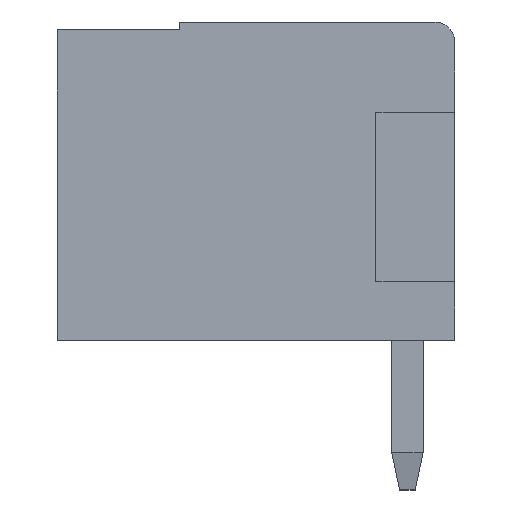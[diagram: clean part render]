
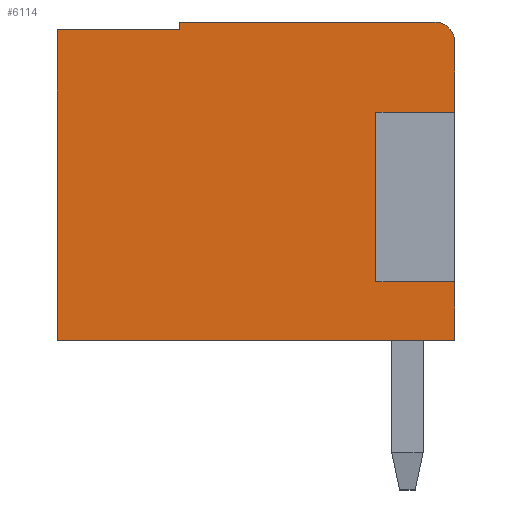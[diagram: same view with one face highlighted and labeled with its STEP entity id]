
A CAD part, left-side view. The second image highlights one B-rep face of the part: STEP entity #6114.
In plain terms, the highlighted planar face has unit normal (-1, 0, 0).
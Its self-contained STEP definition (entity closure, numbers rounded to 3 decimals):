
#60 = DIRECTION ( 'NONE',  ( 0., 0., -1. ) ) ;
#1090 = VECTOR ( 'NONE', #25752, 1000. ) ;
#1125 = CARTESIAN_POINT ( 'NONE',  ( 0., 2., 5.8 ) ) ;
#1350 = LINE ( 'NONE', #14964, #11595 ) ;
#1455 = EDGE_CURVE ( 'NONE', #18014, #9765, #24280, .T. ) ;
#1604 = ORIENTED_EDGE ( 'NONE', *, *, #7451, .T. ) ;
#2149 = LINE ( 'NONE', #19232, #4779 ) ;
#3535 = DIRECTION ( 'NONE',  ( 0., -1., 0. ) ) ;
#4101 = EDGE_CURVE ( 'NONE', #9765, #34241, #14545, .T. ) ;
#4779 = VECTOR ( 'NONE', #30454, 1000. ) ;
#5156 = EDGE_CURVE ( 'NONE', #25527, #17631, #12083, .T. ) ;
#5717 = AXIS2_PLACEMENT_3D ( 'NONE', #11831, #28223, #60 ) ;
#5842 = VECTOR ( 'NONE', #32251, 1000. ) ;
#5924 = VECTOR ( 'NONE', #3535, 1000. ) ;
#6114 = ADVANCED_FACE ( 'NONE', ( #25073 ), #33747, .F. ) ;
#6292 = EDGE_CURVE ( 'NONE', #20850, #28704, #1350, .T. ) ;
#6329 = EDGE_CURVE ( 'NONE', #26495, #34241, #7405, .T. ) ;
#6341 = CARTESIAN_POINT ( 'NONE',  ( 0., 7., 8.1 ) ) ;
#7383 = ORIENTED_EDGE ( 'NONE', *, *, #27996, .F. ) ;
#7405 = LINE ( 'NONE', #13114, #32197 ) ;
#7451 = EDGE_CURVE ( 'NONE', #17631, #28704, #18778, .T. ) ;
#7507 = EDGE_CURVE ( 'NONE', #14158, #26232, #26734, .T. ) ;
#7513 = ORIENTED_EDGE ( 'NONE', *, *, #6292, .F. ) ;
#8671 = CARTESIAN_POINT ( 'NONE',  ( 0., 0., 1.5 ) ) ;
#8894 = CARTESIAN_POINT ( 'NONE',  ( 0., 0.5, 7.6 ) ) ;
#9189 = ORIENTED_EDGE ( 'NONE', *, *, #7507, .F. ) ;
#9765 = VERTEX_POINT ( 'NONE', #17028 ) ;
#10251 = ORIENTED_EDGE ( 'NONE', *, *, #6329, .T. ) ;
#11595 = VECTOR ( 'NONE', #26184, 1000. ) ;
#11831 = CARTESIAN_POINT ( 'NONE',  ( 0., 10.1, 8.1 ) ) ;
#12083 = LINE ( 'NONE', #23298, #33148 ) ;
#12596 = LINE ( 'NONE', #15337, #27073 ) ;
#12965 = CARTESIAN_POINT ( 'NONE',  ( 0., 0., 0. ) ) ;
#13114 = CARTESIAN_POINT ( 'NONE',  ( 0., 0., 8.1 ) ) ;
#14158 = VERTEX_POINT ( 'NONE', #14294 ) ;
#14294 = CARTESIAN_POINT ( 'NONE',  ( 0., 10.1, 7.9 ) ) ;
#14545 = LINE ( 'NONE', #8671, #1090 ) ;
#14752 = CARTESIAN_POINT ( 'NONE',  ( 0., 10.1, 0. ) ) ;
#14764 = ORIENTED_EDGE ( 'NONE', *, *, #32025, .F. ) ;
#14964 = CARTESIAN_POINT ( 'NONE',  ( 0., 10.1, 8.1 ) ) ;
#15038 = ORIENTED_EDGE ( 'NONE', *, *, #1455, .F. ) ;
#15323 = ORIENTED_EDGE ( 'NONE', *, *, #28305, .T. ) ;
#15337 = CARTESIAN_POINT ( 'NONE',  ( 0., 7., 7.9 ) ) ;
#16050 = DIRECTION ( 'NONE',  ( 0., 0., 1. ) ) ;
#17028 = CARTESIAN_POINT ( 'NONE',  ( 0., 2., 1.5 ) ) ;
#17631 = VERTEX_POINT ( 'NONE', #31708 ) ;
#17665 = CARTESIAN_POINT ( 'NONE',  ( 0., 2., 5.8 ) ) ;
#18014 = VERTEX_POINT ( 'NONE', #17665 ) ;
#18778 = CIRCLE ( 'NONE', #25793, 0.5 ) ;
#19062 = CARTESIAN_POINT ( 'NONE',  ( 0., 0.5, 8.1 ) ) ;
#19232 = CARTESIAN_POINT ( 'NONE',  ( 0., 0., 5.8 ) ) ;
#20850 = VERTEX_POINT ( 'NONE', #6341 ) ;
#20877 = DIRECTION ( 'NONE',  ( 0., 0., 1. ) ) ;
#21511 = DIRECTION ( 'NONE',  ( 0., 0., -1. ) ) ;
#21883 = VECTOR ( 'NONE', #33324, 1000. ) ;
#22469 = ORIENTED_EDGE ( 'NONE', *, *, #5156, .T. ) ;
#23198 = CARTESIAN_POINT ( 'NONE',  ( 0., 10.1, 0. ) ) ;
#23298 = CARTESIAN_POINT ( 'NONE',  ( 0., 0., 8.1 ) ) ;
#24280 = LINE ( 'NONE', #1125, #24954 ) ;
#24341 = LINE ( 'NONE', #30019, #21883 ) ;
#24954 = VECTOR ( 'NONE', #21511, 1000. ) ;
#25073 = FACE_OUTER_BOUND ( 'NONE', #30835, .T. ) ;
#25527 = VERTEX_POINT ( 'NONE', #34419 ) ;
#25752 = DIRECTION ( 'NONE',  ( 0., -1., 0. ) ) ;
#25793 = AXIS2_PLACEMENT_3D ( 'NONE', #8894, #31344, #27436 ) ;
#26184 = DIRECTION ( 'NONE',  ( 0., -1., 0. ) ) ;
#26232 = VERTEX_POINT ( 'NONE', #31012 ) ;
#26495 = VERTEX_POINT ( 'NONE', #12965 ) ;
#26734 = LINE ( 'NONE', #29471, #5842 ) ;
#27073 = VECTOR ( 'NONE', #20877, 1000. ) ;
#27436 = DIRECTION ( 'NONE',  ( 0., 0., -1. ) ) ;
#27996 = EDGE_CURVE ( 'NONE', #26232, #20850, #12596, .T. ) ;
#28223 = DIRECTION ( 'NONE',  ( 1., 0., 0. ) ) ;
#28305 = EDGE_CURVE ( 'NONE', #31640, #26495, #31882, .T. ) ;
#28704 = VERTEX_POINT ( 'NONE', #19062 ) ;
#28855 = EDGE_CURVE ( 'NONE', #25527, #18014, #2149, .T. ) ;
#29319 = ORIENTED_EDGE ( 'NONE', *, *, #28855, .F. ) ;
#29471 = CARTESIAN_POINT ( 'NONE',  ( 0., 10.1, 7.9 ) ) ;
#30019 = CARTESIAN_POINT ( 'NONE',  ( 0., 10.1, 8.1 ) ) ;
#30454 = DIRECTION ( 'NONE',  ( 0., 1., 0. ) ) ;
#30835 = EDGE_LOOP ( 'NONE', ( #22469, #1604, #7513, #7383, #9189, #14764, #15323, #10251, #35119, #15038, #29319 ) ) ;
#31012 = CARTESIAN_POINT ( 'NONE',  ( 0., 7., 7.9 ) ) ;
#31344 = DIRECTION ( 'NONE',  ( -1., 0., 0. ) ) ;
#31640 = VERTEX_POINT ( 'NONE', #23198 ) ;
#31708 = CARTESIAN_POINT ( 'NONE',  ( 0., 0., 7.6 ) ) ;
#31754 = CARTESIAN_POINT ( 'NONE',  ( 0., 0., 1.5 ) ) ;
#31882 = LINE ( 'NONE', #14752, #5924 ) ;
#32025 = EDGE_CURVE ( 'NONE', #31640, #14158, #24341, .T. ) ;
#32197 = VECTOR ( 'NONE', #16050, 1000. ) ;
#32251 = DIRECTION ( 'NONE',  ( 0., -1., 0. ) ) ;
#33148 = VECTOR ( 'NONE', #34532, 1000. ) ;
#33324 = DIRECTION ( 'NONE',  ( 0., 0., 1. ) ) ;
#33747 = PLANE ( 'NONE',  #5717 ) ;
#34241 = VERTEX_POINT ( 'NONE', #31754 ) ;
#34419 = CARTESIAN_POINT ( 'NONE',  ( 0., 0., 5.8 ) ) ;
#34532 = DIRECTION ( 'NONE',  ( 0., 0., 1. ) ) ;
#35119 = ORIENTED_EDGE ( 'NONE', *, *, #4101, .F. ) ;
